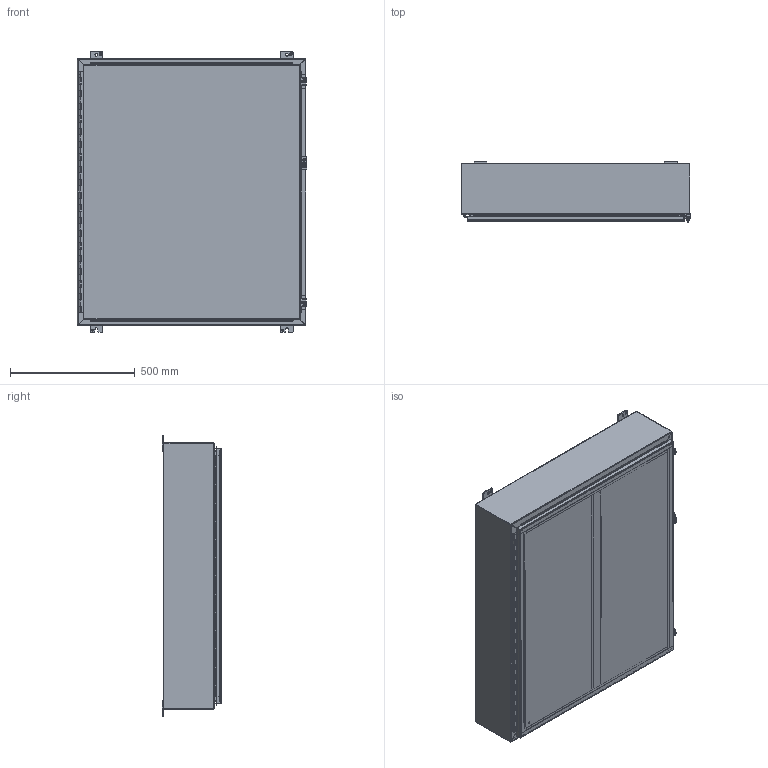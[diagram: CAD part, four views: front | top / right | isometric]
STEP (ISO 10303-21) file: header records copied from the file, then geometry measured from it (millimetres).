
FILE_DESCRIPTION (( 'STEP AP203' ), '1' );
FILE_NAME ('1418P8_Default.step', '2019-11-02T18:36:59', ( '' ), ( '' ), 'SwSTEP 2.0', 'SolidWorks 2019', '' );
FILE_SCHEMA (( 'CONFIG_CONTROL_DESIGN' ));
Products named in the file (1): 1418P8_Default
Bounding box: 917.58 x 239.7 x 1123.95 mm (x, y, z)
Volume: 8620632.4 mm3; surface area: 8774027.7 mm2
Topology: 50 solids, 50 shells, 1563 faces, 4051 edges, 2626 vertices
Faces by surface type: plane 891, cylinder 563, bspline 90, cone 19
Entity records: 50092 total; most frequent: CARTESIAN_POINT 11472, ORIENTED_EDGE 8102, DIRECTION 7955, EDGE_CURVE 4051, VECTOR 2705, LINE 2705, VERTEX_POINT 2626, AXIS2_PLACEMENT_3D 2625
